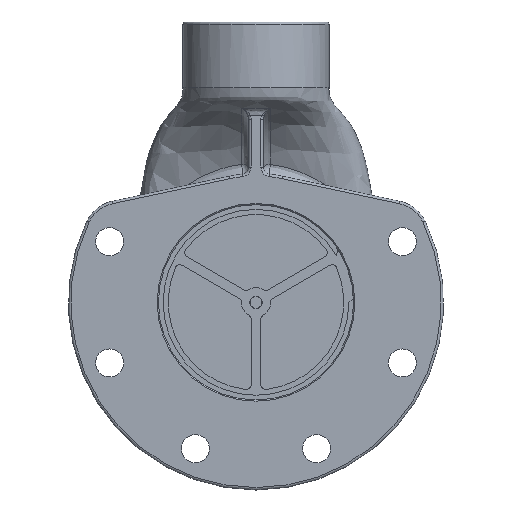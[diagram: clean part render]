
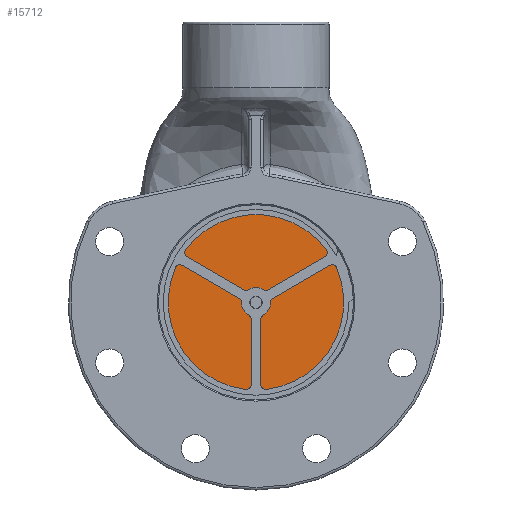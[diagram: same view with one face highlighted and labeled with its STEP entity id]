
A CAD part, front view. The second image highlights one B-rep face of the part: STEP entity #15712.
In plain terms, the highlighted planar face has unit normal (0, -1, 0).
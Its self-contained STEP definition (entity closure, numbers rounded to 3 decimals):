
#2958 = DIRECTION ( 'NONE',  ( 0., 1., 0. ) ) ;
#3281 = DIRECTION ( 'NONE',  ( 0., 0., 1. ) ) ;
#4412 = EDGE_CURVE ( 'NONE', #8353, #12201, #60930, .T. ) ;
#5310 = CARTESIAN_POINT ( 'NONE',  ( 0., 6.3, -6. ) ) ;
#8058 = EDGE_LOOP ( 'NONE', ( #29087, #56440 ) ) ;
#8353 = VERTEX_POINT ( 'NONE', #59893 ) ;
#10378 = CARTESIAN_POINT ( 'NONE',  ( 0., 6.3, 0. ) ) ;
#12201 = VERTEX_POINT ( 'NONE', #21859 ) ;
#12414 = FACE_OUTER_BOUND ( 'NONE', #8058, .T. ) ;
#13797 = AXIS2_PLACEMENT_3D ( 'NONE', #18201, #51661, #23019 ) ;
#15229 = DIRECTION ( 'NONE',  ( 0., 0., 1. ) ) ;
#15712 = ADVANCED_FACE ( 'NONE', ( #12414, #49162 ), #48526, .F. ) ;
#18201 = CARTESIAN_POINT ( 'NONE',  ( 0., 6.3, 0. ) ) ;
#18983 = ORIENTED_EDGE ( 'NONE', *, *, #35140, .T. ) ;
#21859 = CARTESIAN_POINT ( 'NONE',  ( 0., 6.3, 40. ) ) ;
#21860 = DIRECTION ( 'NONE',  ( 0., 1., 0. ) ) ;
#23019 = DIRECTION ( 'NONE',  ( 0., 0., 1. ) ) ;
#26856 = AXIS2_PLACEMENT_3D ( 'NONE', #31754, #2958, #36535 ) ;
#28684 = CIRCLE ( 'NONE', #13797, 6. ) ;
#29087 = ORIENTED_EDGE ( 'NONE', *, *, #37347, .F. ) ;
#30145 = EDGE_CURVE ( 'NONE', #37805, #57997, #28684, .T. ) ;
#31754 = CARTESIAN_POINT ( 'NONE',  ( 0., 6.3, 0. ) ) ;
#32058 = DIRECTION ( 'NONE',  ( 0., 1., 0. ) ) ;
#34511 = CIRCLE ( 'NONE', #53236, 6. ) ;
#35140 = EDGE_CURVE ( 'NONE', #57997, #37805, #34511, .T. ) ;
#36535 = DIRECTION ( 'NONE',  ( 0., 0., 1. ) ) ;
#37347 = EDGE_CURVE ( 'NONE', #12201, #8353, #52119, .T. ) ;
#37805 = VERTEX_POINT ( 'NONE', #5310 ) ;
#37984 = EDGE_LOOP ( 'NONE', ( #18983, #44407 ) ) ;
#43894 = DIRECTION ( 'NONE',  ( 0., 1., 0. ) ) ;
#44407 = ORIENTED_EDGE ( 'NONE', *, *, #30145, .T. ) ;
#45632 = CARTESIAN_POINT ( 'NONE',  ( 0., 6.3, 6. ) ) ;
#47384 = AXIS2_PLACEMENT_3D ( 'NONE', #60640, #32058, #3281 ) ;
#48526 = PLANE ( 'NONE',  #59557 ) ;
#49162 = FACE_BOUND ( 'NONE', #37984, .T. ) ;
#50512 = CARTESIAN_POINT ( 'NONE',  ( 0., 6.3, 0. ) ) ;
#51661 = DIRECTION ( 'NONE',  ( 0., 1., 0. ) ) ;
#52119 = CIRCLE ( 'NONE', #47384, 40. ) ;
#53236 = AXIS2_PLACEMENT_3D ( 'NONE', #50512, #21860, #55303 ) ;
#55303 = DIRECTION ( 'NONE',  ( 0., 0., 1. ) ) ;
#56440 = ORIENTED_EDGE ( 'NONE', *, *, #4412, .F. ) ;
#57997 = VERTEX_POINT ( 'NONE', #45632 ) ;
#59557 = AXIS2_PLACEMENT_3D ( 'NONE', #10378, #43894, #15229 ) ;
#59893 = CARTESIAN_POINT ( 'NONE',  ( 0., 6.3, -40. ) ) ;
#60640 = CARTESIAN_POINT ( 'NONE',  ( 0., 6.3, 0. ) ) ;
#60930 = CIRCLE ( 'NONE', #26856, 40. ) ;
